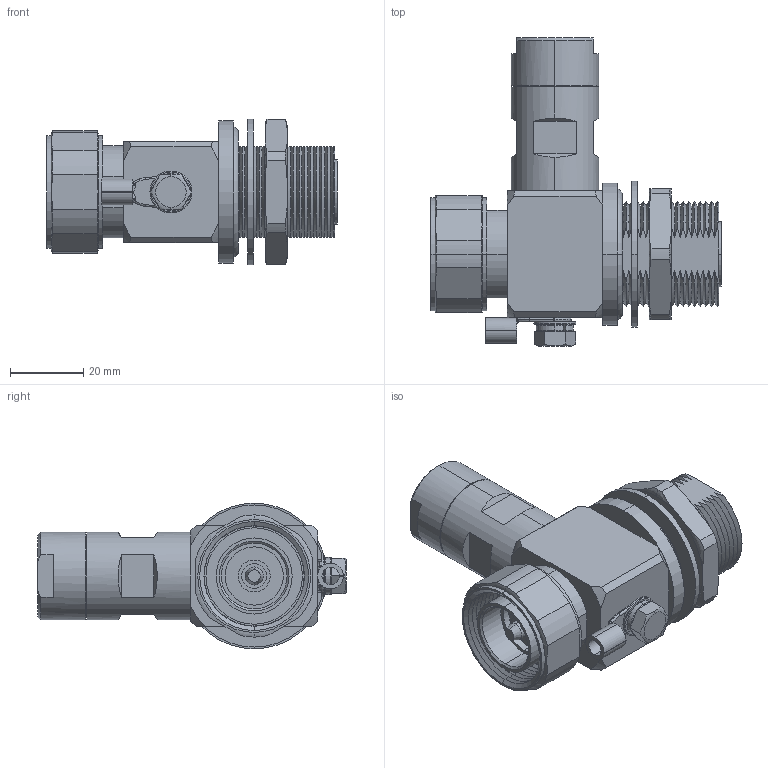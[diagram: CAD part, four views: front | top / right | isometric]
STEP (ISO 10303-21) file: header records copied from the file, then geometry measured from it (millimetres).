
FILE_DESCRIPTION (( 'STEP AP214' ), '1' );
FILE_NAME ('ALQ2-DMDFB.STEP', '2013-08-21T14:57:51', ( 'L-Com' ), ( 'L-Com Global Connectivity' ), 'SwSTEP 2.0', 'SolidWorks 2012', '' );
FILE_SCHEMA (( 'AUTOMOTIVE_DESIGN' ));
Length unit declared in the file: inch
Products named in the file (6): ALQ2-DMDFB_HEX BOLT; ALQ2-DMDFB_GROUND LUG; ALQ2-DMDFB_LockWasher; ALQ2-DMDFB_FlatWasher; ALQ2-DMDFB_Body; ALQ2-DMDFB
Assembly tree (5 placements, depth 2):
  ALQ2-DMDFB
    ALQ2-DMDFB_Body
    ALQ2-DMDFB_FlatWasher
    ALQ2-DMDFB_LockWasher
    ALQ2-DMDFB_GROUND LUG
    ALQ2-DMDFB_HEX BOLT
Bounding box: 79.62 x 84.49 x 39.93 mm (x, y, z)
Volume: 75356.3 mm3; surface area: 28894.6 mm2
Topology: 8 solids, 8 shells, 451 faces, 1090 edges, 675 vertices
Faces by surface type: cone 185, plane 121, cylinder 98, torus 40, bspline 7
Entity records: 14959 total; most frequent: CARTESIAN_POINT 3711, DIRECTION 2222, ORIENTED_EDGE 2170, EDGE_CURVE 1085, AXIS2_PLACEMENT_3D 948, VERTEX_POINT 675, CIRCLE 496, EDGE_LOOP 486
